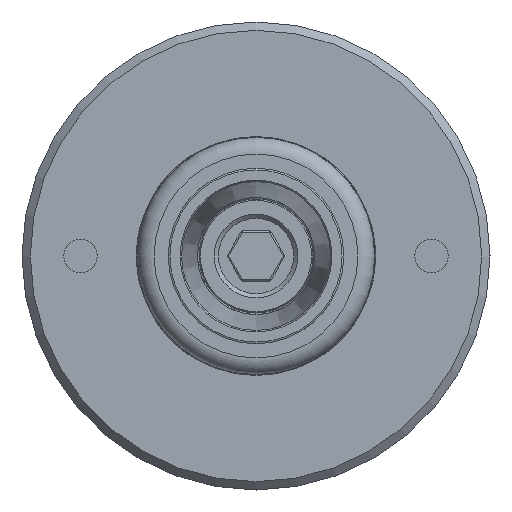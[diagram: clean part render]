
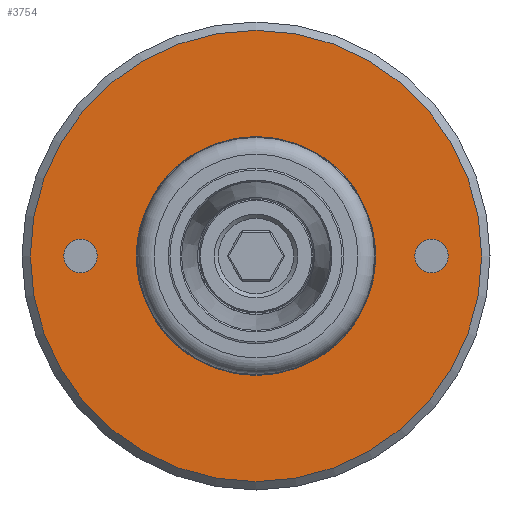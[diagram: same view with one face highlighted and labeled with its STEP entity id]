
A CAD part, left-side view. The second image highlights one B-rep face of the part: STEP entity #3754.
In plain terms, the highlighted planar face has unit normal (-1, 0, 0).
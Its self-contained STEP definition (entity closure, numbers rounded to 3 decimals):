
#583=PLANE('',#4150);
#736=FACE_BOUND('',#1403,.T.);
#737=FACE_BOUND('',#1404,.T.);
#738=FACE_BOUND('',#1405,.T.);
#739=FACE_BOUND('',#1406,.T.);
#1403=EDGE_LOOP('',(#3210));
#1404=EDGE_LOOP('',(#3211));
#1405=EDGE_LOOP('',(#3212));
#1406=EDGE_LOOP('',(#3213));
#1574=CIRCLE('',#4149,27.);
#1575=CIRCLE('',#4151,2.);
#1576=CIRCLE('',#4152,2.);
#1577=CIRCLE('',#4153,10.5);
#1959=VERTEX_POINT('',#7127);
#1960=VERTEX_POINT('',#7130);
#1961=VERTEX_POINT('',#7132);
#1962=VERTEX_POINT('',#7134);
#2388=EDGE_CURVE('',#1959,#1959,#1574,.T.);
#2389=EDGE_CURVE('',#1960,#1960,#1575,.T.);
#2390=EDGE_CURVE('',#1961,#1961,#1576,.T.);
#2391=EDGE_CURVE('',#1962,#1962,#1577,.T.);
#3210=ORIENTED_EDGE('',*,*,#2389,.T.);
#3211=ORIENTED_EDGE('',*,*,#2390,.T.);
#3212=ORIENTED_EDGE('',*,*,#2388,.F.);
#3213=ORIENTED_EDGE('',*,*,#2391,.T.);
#3754=ADVANCED_FACE('',(#736,#737,#738,#739),#583,.T.);
#4149=AXIS2_PLACEMENT_3D('',#7128,#5120,#5121);
#4150=AXIS2_PLACEMENT_3D('',#7129,#5122,#5123);
#4151=AXIS2_PLACEMENT_3D('',#7131,#5124,#5125);
#4152=AXIS2_PLACEMENT_3D('',#7133,#5126,#5127);
#4153=AXIS2_PLACEMENT_3D('',#7135,#5128,#5129);
#5120=DIRECTION('center_axis',(1.,0.,0.));
#5121=DIRECTION('ref_axis',(0.,1.,0.));
#5122=DIRECTION('center_axis',(-1.,0.,0.));
#5123=DIRECTION('ref_axis',(0.,0.,1.));
#5124=DIRECTION('center_axis',(1.,0.,0.));
#5125=DIRECTION('ref_axis',(0.,0.,
1.));
#5126=DIRECTION('center_axis',(1.,0.,0.));
#5127=DIRECTION('ref_axis',(0.,0.,
1.));
#5128=DIRECTION('center_axis',(1.,0.,0.));
#5129=DIRECTION('ref_axis',(0.,1.,0.));
#7127=CARTESIAN_POINT('',(-108.2,27.,0.));
#7128=CARTESIAN_POINT('Origin',(-108.2,0.,0.));
#7129=CARTESIAN_POINT('Origin',(-108.2,18.75,0.));
#7130=CARTESIAN_POINT('',(-108.2,21.,2.));
#7131=CARTESIAN_POINT('Origin',(-108.2,21.,0.));
#7132=CARTESIAN_POINT('',(-108.2,-21.,2.));
#7133=CARTESIAN_POINT('Origin',(-108.2,-21.,0.));
#7134=CARTESIAN_POINT('',(-108.2,10.5,0.));
#7135=CARTESIAN_POINT('Origin',(-108.2,0.,0.));
